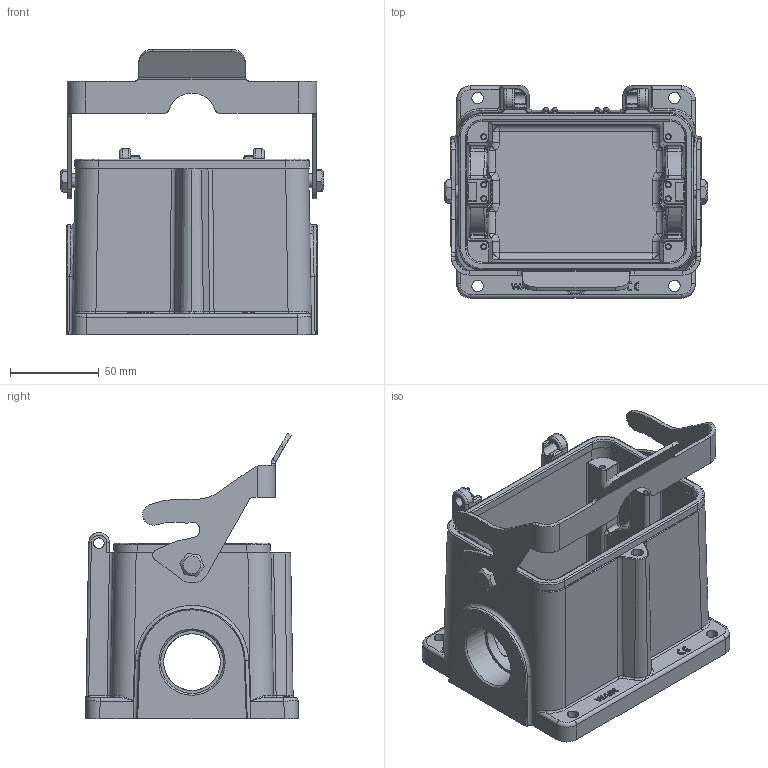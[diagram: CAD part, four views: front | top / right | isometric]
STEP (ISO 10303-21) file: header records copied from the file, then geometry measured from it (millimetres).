
FILE_DESCRIPTION(/* description */ (''),/* implementation_level */ '2;1');
FILE_NAME(/* name */ '3D_1110482251032_H48B-SF-1L_S-2PG29_V1.1.stp',/* time_stamp */ '2024-02-04T14:00:21+08:00',/* author */ (''),/* organization */ (''),/* preprocessor_version */ 'ST-DEVELOPER v18.1',/* originating_system */ 'SIEMENS PLM Software NX 1980',/* authorisation */ '');
FILE_SCHEMA (('AP242_MANAGED_MODEL_BASED_3D_ENGINEERING_MIM_LF { 1 0 10303 442 1 1 4 }'));
Length unit declared in the file: millimetre
Products named in the file (1): 3D_1110482251004_H48B-SF-1L_S-M32_V1.0_stp
Bounding box: 148.7 x 120 x 161.07 mm (x, y, z)
Volume: 456782.2 mm3; surface area: 143939.3 mm2
Topology: 1 solids, 1 shells, 832 faces, 2105 edges, 1304 vertices
Faces by surface type: cylinder 364, plane 268, torus 112, bspline 58, sphere 18, cone 12
Full cylindrical faces by diameter (mm): 32 x1, 35.4 x1
Entity records: 29799 total; most frequent: CARTESIAN_POINT 12018, ORIENTED_EDGE 4194, DIRECTION 2850, EDGE_CURVE 2097, VERTEX_POINT 1302, AXIS2_PLACEMENT_3D 994, B_SPLINE_CURVE_WITH_KNOTS 965, EDGE_LOOP 893
